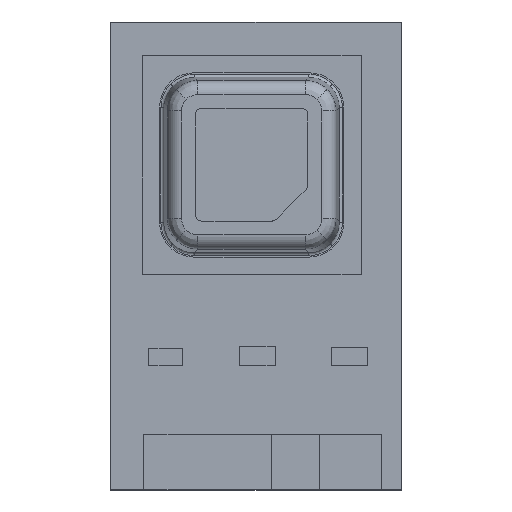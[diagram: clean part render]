
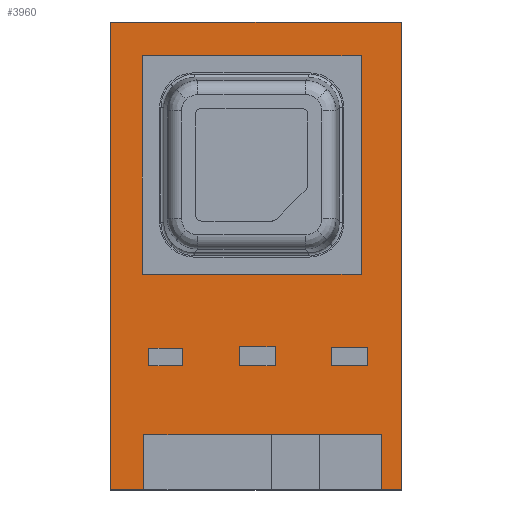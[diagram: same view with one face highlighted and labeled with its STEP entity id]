
A CAD part, top view. The second image highlights one B-rep face of the part: STEP entity #3960.
In plain terms, the highlighted planar face has unit normal (0, 0, 1).
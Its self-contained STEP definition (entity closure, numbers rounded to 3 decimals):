
#411=FACE_OUTER_BOUND('',#668,.T.);
#668=EDGE_LOOP('',(#3449,#3450,#3451,#3452));
#1083=LINE('',#6603,#1536);
#1086=LINE('',#6609,#1539);
#1089=LINE('',#6615,#1542);
#1092=LINE('',#6619,#1545);
#1536=VECTOR('',#5261,10.);
#1539=VECTOR('',#5266,10.);
#1542=VECTOR('',#5271,10.);
#1545=VECTOR('',#5276,10.);
#1914=VERTEX_POINT('',#6600);
#1915=VERTEX_POINT('',#6602);
#1917=VERTEX_POINT('',#6608);
#1919=VERTEX_POINT('',#6614);
#2429=EDGE_CURVE('',#1915,#1914,#1083,.T.);
#2432=EDGE_CURVE('',#1917,#1915,#1086,.T.);
#2435=EDGE_CURVE('',#1919,#1917,#1089,.T.);
#2438=EDGE_CURVE('',#1914,#1919,#1092,.T.);
#3449=ORIENTED_EDGE('',*,*,#2438,.T.);
#3450=ORIENTED_EDGE('',*,*,#2435,.T.);
#3451=ORIENTED_EDGE('',*,*,#2432,.T.);
#3452=ORIENTED_EDGE('',*,*,#2429,.T.);
#3731=PLANE('',#4314);
#3960=ADVANCED_FACE('',(#411),#3731,.T.);
#4314=AXIS2_PLACEMENT_3D('',#6620,#5277,#5278);
#5261=DIRECTION('',(0.,-1.,0.));
#5266=DIRECTION('',(-1.,0.,0.));
#5271=DIRECTION('',(0.,1.,0.));
#5276=DIRECTION('',(1.,0.,0.));
#5277=DIRECTION('center_axis',(0.,0.,1.));
#5278=DIRECTION('ref_axis',(1.,0.,0.));
#6600=CARTESIAN_POINT('',(-6.5,-10.6,1.44));
#6602=CARTESIAN_POINT('',(-6.5,11.,1.44));
#6603=CARTESIAN_POINT('',(-6.5,-10.6,1.44));
#6608=CARTESIAN_POINT('',(6.9,11.,1.44));
#6609=CARTESIAN_POINT('',(-6.5,11.,1.44));
#6614=CARTESIAN_POINT('',(6.9,-10.6,1.44));
#6615=CARTESIAN_POINT('',(6.9,11.,1.44));
#6619=CARTESIAN_POINT('',(6.9,-10.6,1.44));
#6620=CARTESIAN_POINT('Origin',(0.2,0.2,1.44));
